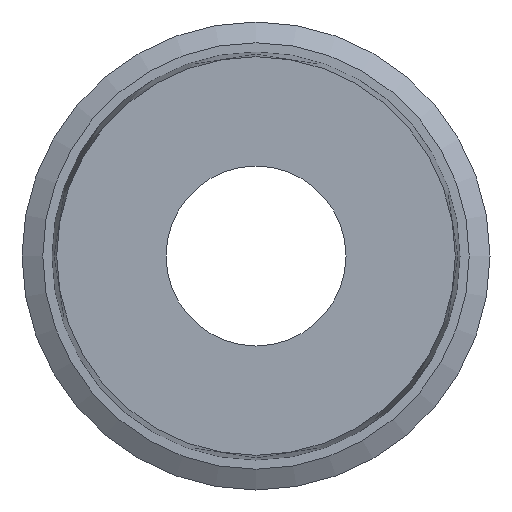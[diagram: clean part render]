
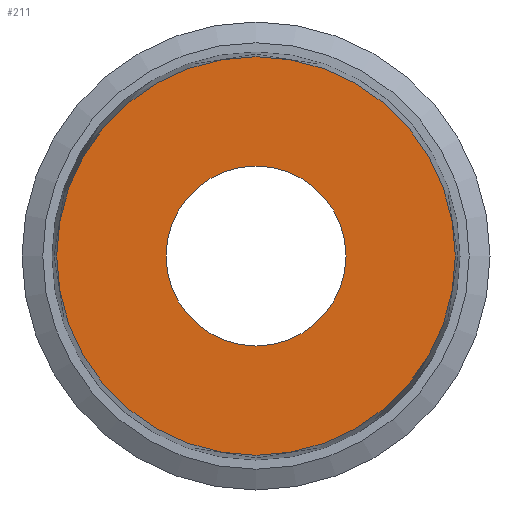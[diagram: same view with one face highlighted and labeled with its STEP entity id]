
A CAD part, front view. The second image highlights one B-rep face of the part: STEP entity #211.
In plain terms, the highlighted planar face has unit normal (0, -1, 0).
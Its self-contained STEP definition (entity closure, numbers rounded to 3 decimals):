
#44=FACE_BOUND('',#69,.T.);
#51=FACE_OUTER_BOUND('',#68,.T.);
#68=EDGE_LOOP('',(#155));
#69=EDGE_LOOP('',(#156));
#89=CIRCLE('',#243,16.607);
#90=CIRCLE('',#245,7.5);
#107=VERTEX_POINT('',#359);
#108=VERTEX_POINT('',#363);
#125=EDGE_CURVE('',#107,#107,#89,.T.);
#126=EDGE_CURVE('',#108,#108,#90,.T.);
#155=ORIENTED_EDGE('',*,*,#125,.T.);
#156=ORIENTED_EDGE('',*,*,#126,.F.);
#204=PLANE('',#244);
#211=ADVANCED_FACE('',(#51,#44),#204,.T.);
#243=AXIS2_PLACEMENT_3D('',#361,#284,#285);
#244=AXIS2_PLACEMENT_3D('',#362,#286,#287);
#245=AXIS2_PLACEMENT_3D('',#364,#288,#289);
#284=DIRECTION('center_axis',(0.,-1.,0.));
#285=DIRECTION('ref_axis',(1.,0.,0.));
#286=DIRECTION('center_axis',(0.,-1.,0.));
#287=DIRECTION('ref_axis',(0.,0.,-1.));
#288=DIRECTION('center_axis',(0.,-1.,0.));
#289=DIRECTION('ref_axis',(1.,0.,0.));
#359=CARTESIAN_POINT('',(-16.607,4.709,0.));
#361=CARTESIAN_POINT('Origin',(0.,4.709,0.));
#362=CARTESIAN_POINT('Origin',(12.053,4.709,0.));
#363=CARTESIAN_POINT('',(-7.5,4.709,0.));
#364=CARTESIAN_POINT('Origin',(0.,4.709,0.));
